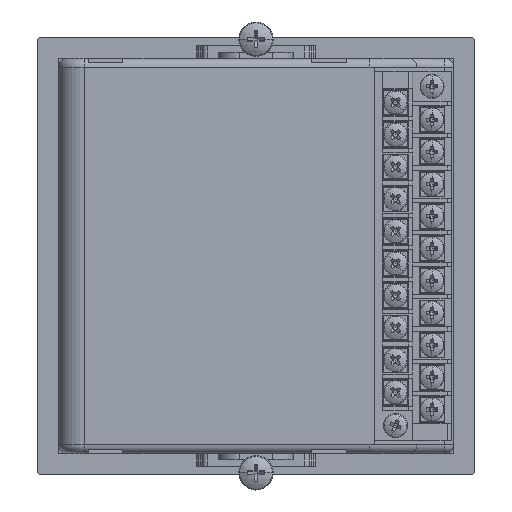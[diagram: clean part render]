
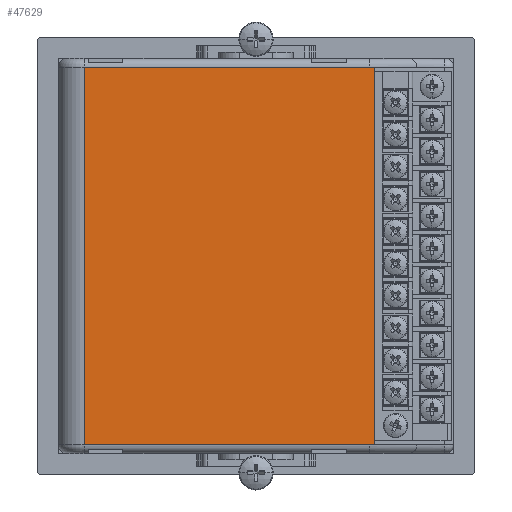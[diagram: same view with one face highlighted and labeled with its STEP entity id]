
A CAD part, left-side view. The second image highlights one B-rep face of the part: STEP entity #47629.
In plain terms, the highlighted face is planar.
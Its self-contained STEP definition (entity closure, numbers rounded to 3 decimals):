
#15563 = CARTESIAN_POINT ( 'NONE',  ( 90., 1., 0. ) ) ;
#15567 = CARTESIAN_POINT ( 'NONE',  ( 90., 0., 0. ) ) ;
#15569 = CARTESIAN_POINT ( 'NONE',  ( 2., 1., 0. ) ) ;
#15570 = CARTESIAN_POINT ( 'NONE',  ( 2., 0., 0. ) ) ;
#15587 = CARTESIAN_POINT ( 'NONE',  ( 2., 67.521, 0. ) ) ;
#15588 = CARTESIAN_POINT ( 'NONE',  ( 90., 67.521, 0. ) ) ;
#23616 = LINE ( 'NONE', #24611, #25264 ) ;
#24611 = CARTESIAN_POINT ( 'NONE',  ( 90., 0., 0. ) ) ;
#24612 = DIRECTION ( 'NONE',  ( 0., -1., 0. ) ) ;
#25264 = VECTOR ( 'NONE', #24612, 1000. ) ;
#25599 = AXIS2_PLACEMENT_3D ( 'NONE', #27710, #27711, #27712 ) ;
#25651 = VECTOR ( 'NONE', #27913, 1000. ) ;
#25913 = FACE_OUTER_BOUND ( 'NONE', #42386, .T. ) ;
#25968 = LINE ( 'NONE', #27912, #25651 ) ;
#25987 = LINE ( 'NONE', #27954, #28134 ) ;
#25993 = LINE ( 'NONE', #27966, #28142 ) ;
#25994 = LINE ( 'NONE', #27968, #28143 ) ;
#25995 = LINE ( 'NONE', #27970, #28144 ) ;
#27709 = PLANE ( 'NONE',  #25599 ) ;
#27710 = CARTESIAN_POINT ( 'NONE',  ( 0., 73.5, 0. ) ) ;
#27711 = DIRECTION ( 'NONE',  ( 0., 0., -1. ) ) ;
#27712 = DIRECTION ( 'NONE',  ( -1., 0., 0. ) ) ;
#27912 = CARTESIAN_POINT ( 'NONE',  ( 2., 0., 0. ) ) ;
#27913 = DIRECTION ( 'NONE',  ( 0., 1., 0. ) ) ;
#27954 = CARTESIAN_POINT ( 'NONE',  ( 0., 0., 0. ) ) ;
#27955 = DIRECTION ( 'NONE',  ( 1., 0., 0. ) ) ;
#27966 = CARTESIAN_POINT ( 'NONE',  ( 92., 67.521, 0. ) ) ;
#27967 = DIRECTION ( 'NONE',  ( 1., 0., 0. ) ) ;
#27968 = CARTESIAN_POINT ( 'NONE',  ( 2., 6.5, 0. ) ) ;
#27969 = DIRECTION ( 'NONE',  ( 0., 1., 0. ) ) ;
#27970 = CARTESIAN_POINT ( 'NONE',  ( 90., 14.5, 0. ) ) ;
#27971 = DIRECTION ( 'NONE',  ( 0., -1., 0. ) ) ;
#28134 = VECTOR ( 'NONE', #27955, 1000. ) ;
#28142 = VECTOR ( 'NONE', #27967, 1000. ) ;
#28143 = VECTOR ( 'NONE', #27969, 1000. ) ;
#28144 = VECTOR ( 'NONE', #27971, 1000. ) ;
#42386 = EDGE_LOOP ( 'NONE', ( #48737, #48739, #48738, #48740, #48742, #48741 ) ) ;
#43849 = VERTEX_POINT ( 'NONE', #15563 ) ;
#43853 = VERTEX_POINT ( 'NONE', #15567 ) ;
#43855 = VERTEX_POINT ( 'NONE', #15569 ) ;
#43856 = VERTEX_POINT ( 'NONE', #15570 ) ;
#43873 = VERTEX_POINT ( 'NONE', #15587 ) ;
#43874 = VERTEX_POINT ( 'NONE', #15588 ) ;
#47487 = EDGE_CURVE ( 'NONE', #43849, #43853, #23616, .T. ) ;
#47629 = ADVANCED_FACE ( 'NONE', ( #25913 ), #27709, .T. ) ;
#47681 = EDGE_CURVE ( 'NONE', #43856, #43855, #25968, .T. ) ;
#47701 = EDGE_CURVE ( 'NONE', #43856, #43853, #25987, .T. ) ;
#47707 = EDGE_CURVE ( 'NONE', #43873, #43874, #25993, .T. ) ;
#47708 = EDGE_CURVE ( 'NONE', #43855, #43873, #25994, .T. ) ;
#47709 = EDGE_CURVE ( 'NONE', #43874, #43849, #25995, .T. ) ;
#48737 = ORIENTED_EDGE ( 'NONE', *, *, #47708, .T. ) ;
#48738 = ORIENTED_EDGE ( 'NONE', *, *, #47709, .T. ) ;
#48739 = ORIENTED_EDGE ( 'NONE', *, *, #47707, .T. ) ;
#48740 = ORIENTED_EDGE ( 'NONE', *, *, #47487, .T. ) ;
#48741 = ORIENTED_EDGE ( 'NONE', *, *, #47681, .T. ) ;
#48742 = ORIENTED_EDGE ( 'NONE', *, *, #47701, .F. ) ;
